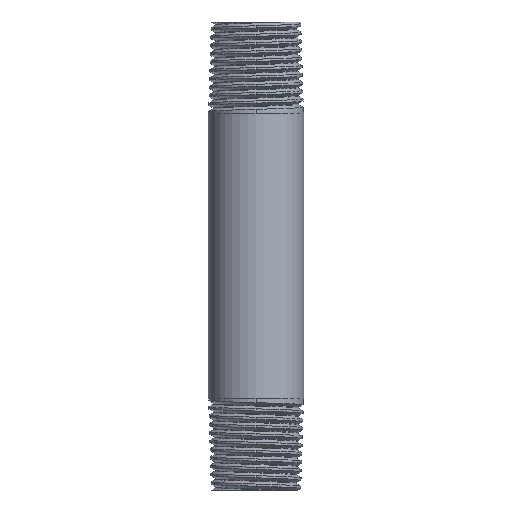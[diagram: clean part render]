
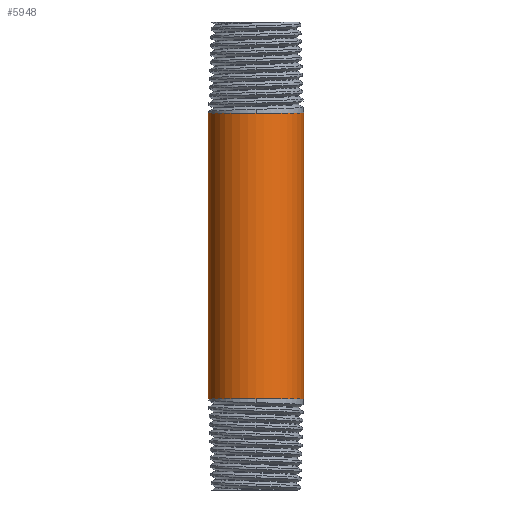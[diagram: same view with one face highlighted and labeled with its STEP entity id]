
A CAD part, front view. The second image highlights one B-rep face of the part: STEP entity #5948.
In plain terms, the highlighted cylindrical face has radius 10.325 mm (diameter 20.65 mm), a partial arc.
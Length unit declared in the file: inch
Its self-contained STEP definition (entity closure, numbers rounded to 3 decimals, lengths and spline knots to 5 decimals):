
#124=CARTESIAN_POINT('',(0.,0.,1.218));
#125=DIRECTION('',(0.,0.,1.));
#126=DIRECTION('',(0.,-1.,0.));
#127=AXIS2_PLACEMENT_3D('',#124,#125,#126);
#853=CARTESIAN_POINT('',(0.,0.,1.218));
#854=DIRECTION('',(0.,0.,1.));
#855=DIRECTION('',(-1.,0.,0.));
#856=AXIS2_PLACEMENT_3D('',#853,#854,#855);
#1904=DIRECTION('',(0.,0.,1.));
#1905=VECTOR('',#1904,2.436);
#1906=CARTESIAN_POINT('',(-0.4065,0.,-1.218));
#1907=LINE('',#1906,#1905);
#1934=CARTESIAN_POINT('',(0.,0.,-1.218));
#1935=DIRECTION('',(0.,0.,1.));
#1936=DIRECTION('',(-1.,0.,0.));
#1937=AXIS2_PLACEMENT_3D('',#1934,#1935,#1936);
#2414=CARTESIAN_POINT('',(0.,0.,-1.218));
#2415=DIRECTION('',(0.,0.,1.));
#2416=DIRECTION('',(0.,-1.,0.));
#2417=AXIS2_PLACEMENT_3D('',#2414,#2415,#2416);
#3695=DIRECTION('',(0.,0.,1.));
#3696=VECTOR('',#3695,2.436);
#3697=CARTESIAN_POINT('',(0.4065,0.,-1.218));
#3698=LINE('',#3697,#3696);
#3707=CARTESIAN_POINT('',(-0.4065,0.,1.218));
#3708=CARTESIAN_POINT('',(0.,-0.4065,1.218));
#3709=VERTEX_POINT('',#3707);
#3710=VERTEX_POINT('',#3708);
#3711=CARTESIAN_POINT('',(0.4065,0.,1.218));
#3712=VERTEX_POINT('',#3711);
#3783=CARTESIAN_POINT('',(-0.4065,0.,-1.218));
#3784=CARTESIAN_POINT('',(0.,-0.4065,-1.218));
#3785=VERTEX_POINT('',#3783);
#3786=VERTEX_POINT('',#3784);
#3787=CARTESIAN_POINT('',(0.4065,0.,-1.218));
#3788=VERTEX_POINT('',#3787);
#5931=CARTESIAN_POINT('',(0.,0.,-2.));
#5932=DIRECTION('',(0.,0.,1.));
#5933=DIRECTION('',(1.,0.,0.));
#5934=AXIS2_PLACEMENT_3D('',#5931,#5932,#5933);
#5935=CYLINDRICAL_SURFACE('',#5934,0.4065);
#5937=ORIENTED_EDGE('',*,*,#5936,.F.);
#5939=ORIENTED_EDGE('',*,*,#5938,.T.);
#5940=ORIENTED_EDGE('',*,*,#4397,.T.);
#5941=ORIENTED_EDGE('',*,*,#4031,.T.);
#5943=ORIENTED_EDGE('',*,*,#5942,.F.);
#5945=ORIENTED_EDGE('',*,*,#5944,.F.);
#5946=EDGE_LOOP('',(#5937,#5939,#5940,#5941,#5943,#5945));
#5947=FACE_OUTER_BOUND('',#5946,.F.);
#5948=ADVANCED_FACE('',(#5947),#5935,.T.);
#128=CIRCLE('',#127,0.4065);
#857=CIRCLE('',#856,0.4065);
#1938=CIRCLE('',#1937,0.4065);
#2418=CIRCLE('',#2417,0.4065);
#4031=EDGE_CURVE('',#3710,#3712,#128,.T.);
#4397=EDGE_CURVE('',#3709,#3710,#857,.T.);
#5936=EDGE_CURVE('',#3785,#3786,#1938,.T.);
#5938=EDGE_CURVE('',#3785,#3709,#1907,.T.);
#5942=EDGE_CURVE('',#3788,#3712,#3698,.T.);
#5944=EDGE_CURVE('',#3786,#3788,#2418,.T.);
